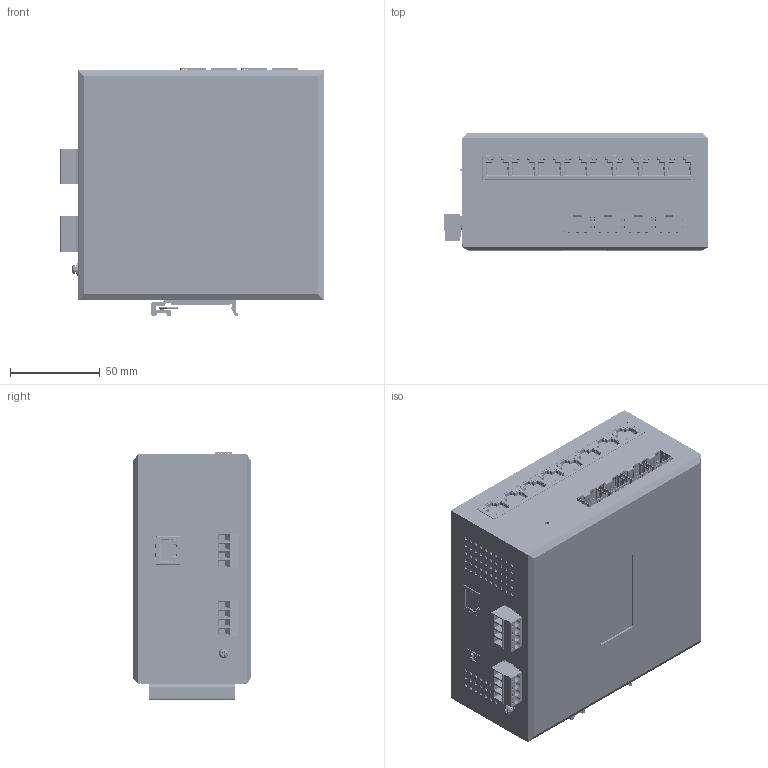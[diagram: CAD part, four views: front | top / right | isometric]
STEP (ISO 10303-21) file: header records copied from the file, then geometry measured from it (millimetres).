
FILE_DESCRIPTION((''),'2;1');
FILE_NAME('TL-SG5412__OUTLOOK_ASM','2022-11-28T',('wenjing'),(''),'PRO/ENGINEER BY PARAMETRIC TECHNOLOGY CORPORATION, 2013230','PRO/ENGINEER BY PARAMETRIC TECHNOLOGY CORPORATION, 2013230','');
FILE_SCHEMA(('CONFIG_CONTROL_DESIGN'));
Products named in the file (28): MANIFOLD_SOLID_BREP_81930_1___2; MANIFOLD_SOLID_BREP_82869_1___1; MANIFOLD_SOLID_BREP_83182_1___1; MANIFOLD_SOLID_BREP_83495_1___1; MANIFOLD_SOLID_BREP_83808_1___1; MANIFOLD_SOLID_BREP_84121_1___1; MANIFOLD_SOLID_BREP_84434_1___1; MANIFOLD_SOLID_BREP_84747_1___1; MANIFOLD_SOLID_BREP_85060_1___1; MANIFOLD_SOLID_BREP_85999_1___1; MANIFOLD_SOLID_BREP_86312_1___1; MANIFOLD_SOLID_BREP_86625_1___1; TOP01_40_ASM_1___ASM_1_ASM; GAIBAN01_7_1___1; GAIBAN02_6_1___1; DAOGUIKAKOU_30_1___1; ZUHELUODING_7_1___1; BOMAKAIGUAN_8; DUANZI_1; SFP_1; ZHUTI_1X8_3_1_1; HOUGAI_1_1_2; ZHENZUO_1_1_2; SHIELD_8_4_1_1; RJ45_LED_8_ASM_2_ASM_ASM_1_ASM; RJ45-1_27-DRG-H13_5_1_1_1; 5412_OUTLOOK_ASM_3_ASM; TL-SG5412__OUTLOOK_ASM
Assembly tree (45 placements, depth 4):
  TL-SG5412__OUTLOOK_ASM
    5412_OUTLOOK_ASM_3_ASM
      TOP01_40_ASM_1___ASM_1_ASM
        MANIFOLD_SOLID_BREP_81930_1___2
        MANIFOLD_SOLID_BREP_82869_1___1
        MANIFOLD_SOLID_BREP_83182_1___1
        MANIFOLD_SOLID_BREP_83495_1___1
        MANIFOLD_SOLID_BREP_83808_1___1
        MANIFOLD_SOLID_BREP_84121_1___1
        MANIFOLD_SOLID_BREP_84434_1___1
        MANIFOLD_SOLID_BREP_84747_1___1
        MANIFOLD_SOLID_BREP_85060_1___1
        MANIFOLD_SOLID_BREP_85999_1___1
        MANIFOLD_SOLID_BREP_86312_1___1
        MANIFOLD_SOLID_BREP_86625_1___1
      GAIBAN01_7_1___1
      GAIBAN02_6_1___1
      DAOGUIKAKOU_30_1___1
      ZUHELUODING_7_1___1
      BOMAKAIGUAN_8
      DUANZI_1  x2
      SFP_1  x4
      RJ45_LED_8_ASM_2_ASM_ASM_1_ASM
        ZHUTI_1X8_3_1_1
        HOUGAI_1_1_2  x8
        ZHENZUO_1_1_2  x8
        SHIELD_8_4_1_1
      RJ45-1_27-DRG-H13_5_1_1_1
Bounding box: 147.2 x 65.24 x 138.5 mm (x, y, z)
Volume: 1122195.6 mm3; surface area: 216356.7 mm2
Topology: 42 solids, 60 shells, 12332 faces, 33084 edges, 20940 vertices
Faces by surface type: plane 8613, cylinder 3344, bspline 174, extrusion 72, sphere 50, cone 48, torus 31
Entity records: 186938 total; most frequent: CARTESIAN_POINT 37827, ORIENTED_EDGE 31112, DIRECTION 30019, EDGE_CURVE 15556, VECTOR 12159, LINE 12141, VERTEX_POINT 9849, AXIS2_PLACEMENT_3D 8930
